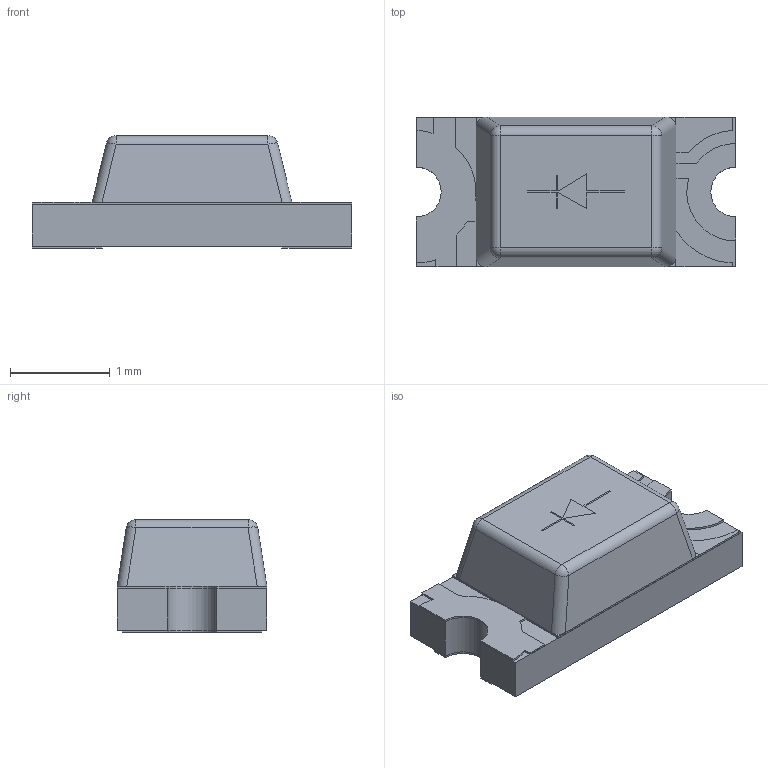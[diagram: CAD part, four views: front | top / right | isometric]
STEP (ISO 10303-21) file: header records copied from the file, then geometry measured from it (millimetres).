
FILE_DESCRIPTION(/* description */ (''),/* implementation_level */ '2;1');
FILE_NAME(/* name */ '1.stp',/* time_stamp */ '2021-09-10T17:00:24+02:00',/* author */ ('k'),/* organization */ (''),/* preprocessor_version */ 'ST-DEVELOPER v15.6',/* originating_system */ 'Autodesk Inventor 2015',/* authorisation */ '');
FILE_SCHEMA (('AUTOMOTIVE_DESIGN { 1 0 10303 214 3 1 1 }'));
Length unit declared in the file: millimetre
Products named in the file (7): 1; 2; 3; 4; 5; 6
Bounding box: 3.2 x 1.5 x 1.13 mm (x, y, z)
Volume: 3.8 mm3; surface area: 35.6 mm2
Topology: 10 solids, 10 shells, 142 faces, 351 edges, 230 vertices
Faces by surface type: plane 116, cylinder 22, sphere 4
Entity records: 4323 total; most frequent: CARTESIAN_POINT 736, DIRECTION 705, ORIENTED_EDGE 702, EDGE_CURVE 351, LINE 307, VECTOR 307, VERTEX_POINT 230, AXIS2_PLACEMENT_3D 199
